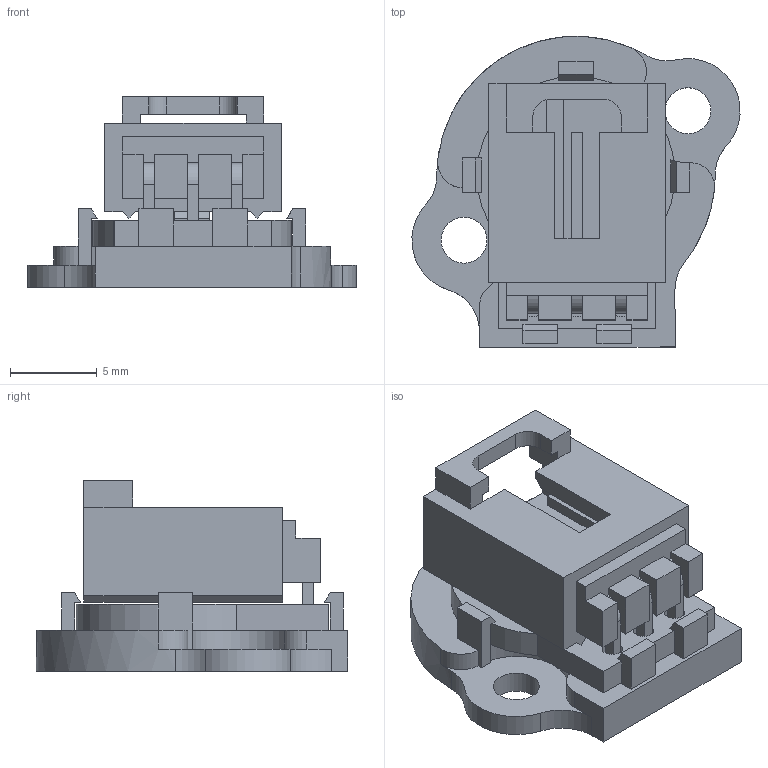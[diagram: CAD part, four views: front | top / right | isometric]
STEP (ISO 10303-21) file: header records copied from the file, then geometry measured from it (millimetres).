
FILE_DESCRIPTION(/* description */ (''),/* implementation_level */ '2;1');
FILE_NAME(/* name */ 'Case.step',/* time_stamp */ '2026-01-04T13:07:39-05:00',/* author */ (''),/* organization */ (''),/* preprocessor_version */ 'ST-DEVELOPER v20.1',/* originating_system */ 'Autodesk Translation Framework v14.21.0.0',/* authorisation */ '');
FILE_SCHEMA (('AUTOMOTIVE_DESIGN { 1 0 10303 214 3 1 1 }'));
Length unit declared in the file: millimetre
Products named in the file (7): Case; encoder 1; 0705530037; TSSOP-14_4.4x5mm_P0.65mm; encoder_PCB; C_0603_1608Metric; Case Bottom
Assembly tree (7 placements, depth 3):
  Case
    encoder 1
      0705530037
      C_0603_1608Metric  x2
      TSSOP-14_4.4x5mm_P0.65mm
      encoder_PCB
    Case Bottom
Bounding box: 18.86 x 17.9 x 10.96 mm (x, y, z)
Volume: 1076.4 mm3; surface area: 2014.9 mm2
Topology: 6 solids, 6 shells, 501 faces, 1330 edges, 854 vertices
Faces by surface type: plane 391, cylinder 110
Full cylindrical faces by diameter (mm): 1.168 x3, 2.642 x2, 6.731 x1
Entity records: 14991 total; most frequent: CARTESIAN_POINT 2551, ORIENTED_EDGE 2516, DIRECTION 2435, EDGE_CURVE 1258, LINE 1055, VECTOR 1055, VERTEX_POINT 806, AXIS2_PLACEMENT_3D 690
